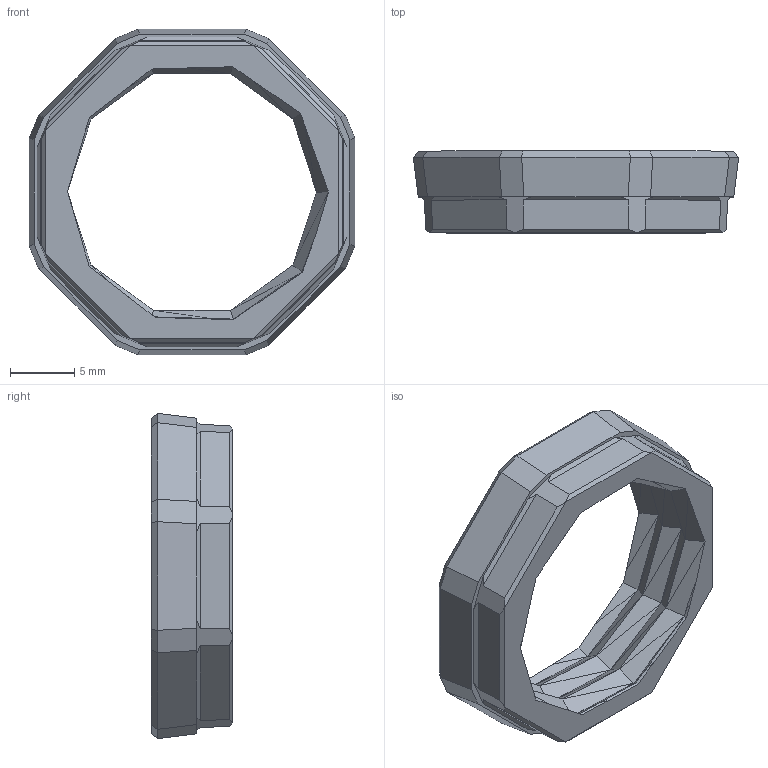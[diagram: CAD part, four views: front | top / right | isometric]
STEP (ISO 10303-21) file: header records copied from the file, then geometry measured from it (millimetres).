
FILE_DESCRIPTION(('FreeCAD Model'),'2;1');
FILE_NAME('M4_Hardware_07b_106 percent insert.STP.step', '2017-02-19T23:35:02',('Author'),(''), 'Open CASCADE STEP processor 6.8','FreeCAD','Unknown');
FILE_SCHEMA(('AUTOMOTIVE_DESIGN_CC2 { 1 2 10303 214 -1 1 5 4 }'));
Length unit declared in the file: millimetre
Products named in the file (1): M4_Hardware_07b_106_percent_insert
Bounding box: 25.28 x 6.35 x 25.28 mm (x, y, z)
Volume: 1164.8 mm3; surface area: 1354.9 mm2
Topology: 1 solids, 1 shells, 195 faces, 426 edges, 234 vertices
Faces by surface type: plane 195
Entity records: 10583 total; most frequent: CARTESIAN_POINT 1708, DIRECTION 1670, LINE 1278, VECTOR 1278, ORIENTED_EDGE 852, PCURVE 852, DEFINITIONAL_REPRESENTATION 852, EDGE_CURVE 426
